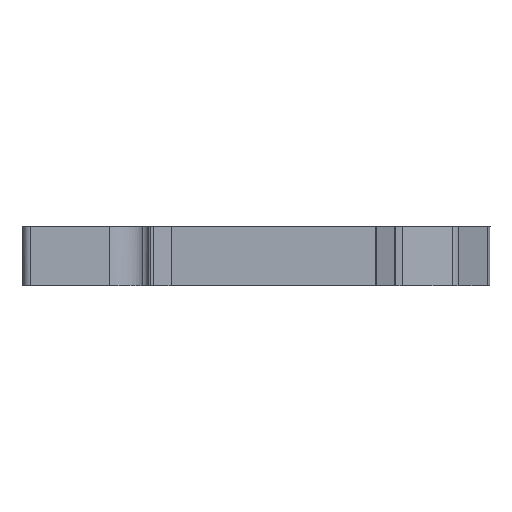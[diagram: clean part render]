
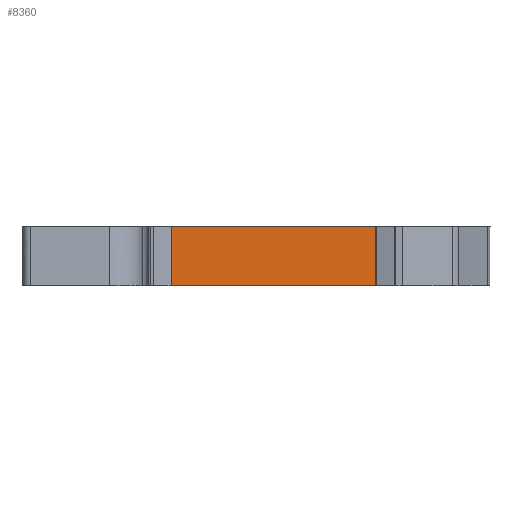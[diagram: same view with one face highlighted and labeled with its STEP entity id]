
A CAD part, front view. The second image highlights one B-rep face of the part: STEP entity #8360.
In plain terms, the highlighted planar face has unit normal (0, -1, 0).
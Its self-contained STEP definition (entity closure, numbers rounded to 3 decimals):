
#368 = EDGE_CURVE ( 'NONE', #7031, #10062, #11254, .T. ) ;
#1387 = VECTOR ( 'NONE', #15356, 1000. ) ;
#1879 = AXIS2_PLACEMENT_3D ( 'NONE', #18113, #11091, #17813 ) ;
#2256 = VECTOR ( 'NONE', #21303, 1000. ) ;
#2666 = VECTOR ( 'NONE', #7056, 1000. ) ;
#2938 = ORIENTED_EDGE ( 'NONE', *, *, #15994, .T. ) ;
#3610 = VERTEX_POINT ( 'NONE', #18689 ) ;
#6230 = ORIENTED_EDGE ( 'NONE', *, *, #23007, .F. ) ;
#6349 = VECTOR ( 'NONE', #8359, 1000. ) ;
#6914 = LINE ( 'NONE', #8409, #6349 ) ;
#7031 = VERTEX_POINT ( 'NONE', #14177 ) ;
#7056 = DIRECTION ( 'NONE',  ( 0., 0., 1. ) ) ;
#8359 = DIRECTION ( 'NONE',  ( 1., 0., 0. ) ) ;
#8360 = ADVANCED_FACE ( 'NONE', ( #11596 ), #21119, .F. ) ;
#8409 = CARTESIAN_POINT ( 'NONE',  ( -6.112, 0., 0. ) ) ;
#8830 = LINE ( 'NONE', #15386, #1387 ) ;
#9048 = VERTEX_POINT ( 'NONE', #14329 ) ;
#10040 = ORIENTED_EDGE ( 'NONE', *, *, #368, .F. ) ;
#10062 = VERTEX_POINT ( 'NONE', #11649 ) ;
#11091 = DIRECTION ( 'NONE',  ( 0., 1., 0. ) ) ;
#11254 = LINE ( 'NONE', #17800, #2666 ) ;
#11596 = FACE_OUTER_BOUND ( 'NONE', #15644, .T. ) ;
#11649 = CARTESIAN_POINT ( 'NONE',  ( -10.843, 0., 8. ) ) ;
#14177 = CARTESIAN_POINT ( 'NONE',  ( -10.843, 0., 0. ) ) ;
#14329 = CARTESIAN_POINT ( 'NONE',  ( 17.413, 0., 0. ) ) ;
#15356 = DIRECTION ( 'NONE',  ( 0., 0., -1. ) ) ;
#15386 = CARTESIAN_POINT ( 'NONE',  ( 17.413, 0., 8. ) ) ;
#15644 = EDGE_LOOP ( 'NONE', ( #10040, #2938, #6230, #18662 ) ) ;
#15994 = EDGE_CURVE ( 'NONE', #7031, #9048, #6914, .T. ) ;
#16780 = LINE ( 'NONE', #22007, #2256 ) ;
#17075 = EDGE_CURVE ( 'NONE', #10062, #3610, #16780, .T. ) ;
#17800 = CARTESIAN_POINT ( 'NONE',  ( -10.843, 0., 8. ) ) ;
#17813 = DIRECTION ( 'NONE',  ( 0., 0., 1. ) ) ;
#18113 = CARTESIAN_POINT ( 'NONE',  ( -6.112, 0., 8. ) ) ;
#18662 = ORIENTED_EDGE ( 'NONE', *, *, #17075, .F. ) ;
#18689 = CARTESIAN_POINT ( 'NONE',  ( 17.413, 0., 8. ) ) ;
#21119 = PLANE ( 'NONE',  #1879 ) ;
#21303 = DIRECTION ( 'NONE',  ( 1., 0., 0. ) ) ;
#22007 = CARTESIAN_POINT ( 'NONE',  ( -6.112, 0., 8. ) ) ;
#23007 = EDGE_CURVE ( 'NONE', #3610, #9048, #8830, .T. ) ;
